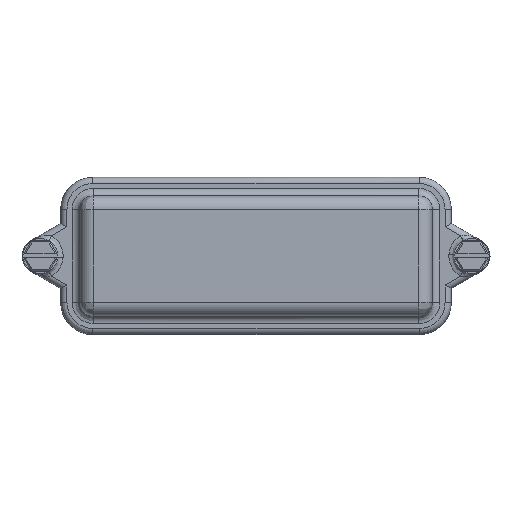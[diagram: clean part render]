
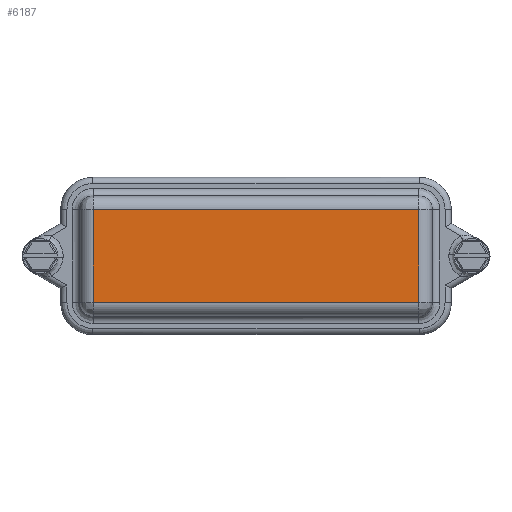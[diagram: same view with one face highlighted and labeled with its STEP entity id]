
A CAD part, top view. The second image highlights one B-rep face of the part: STEP entity #6187.
In plain terms, the highlighted planar face has unit normal (0, 0, 1).
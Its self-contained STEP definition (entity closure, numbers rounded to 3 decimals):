
#4648 = FACE_OUTER_BOUND ( 'NONE', #5361, .T. ) ;
#4664 = AXIS2_PLACEMENT_3D ( 'NONE', #8564, #8565, #8566 ) ;
#4689 = VECTOR ( 'NONE', #8645, 1000. ) ;
#4690 = VECTOR ( 'NONE', #8648, 1000. ) ;
#4691 = VECTOR ( 'NONE', #8651, 1000. ) ;
#4693 = VECTOR ( 'NONE', #8654, 1000. ) ;
#5361 = EDGE_LOOP ( 'NONE', ( #6027, #6028, #6021, #6030 ) ) ;
#5492 = VERTEX_POINT ( 'NONE', #7591 ) ;
#5495 = VERTEX_POINT ( 'NONE', #7594 ) ;
#5502 = VERTEX_POINT ( 'NONE', #7601 ) ;
#5503 = VERTEX_POINT ( 'NONE', #7602 ) ;
#6021 = ORIENTED_EDGE ( 'NONE', *, *, #6210, .F. ) ;
#6027 = ORIENTED_EDGE ( 'NONE', *, *, #6209, .F. ) ;
#6028 = ORIENTED_EDGE ( 'NONE', *, *, #6208, .F. ) ;
#6030 = ORIENTED_EDGE ( 'NONE', *, *, #6211, .F. ) ;
#6187 = ADVANCED_FACE ( 'NONE', ( #4648 ), #8563, .T. ) ;
#6208 = EDGE_CURVE ( 'NONE', #5503, #5502, #8643, .T. ) ;
#6209 = EDGE_CURVE ( 'NONE', #5502, #5492, #8646, .T. ) ;
#6210 = EDGE_CURVE ( 'NONE', #5495, #5503, #8649, .T. ) ;
#6211 = EDGE_CURVE ( 'NONE', #5492, #5495, #8652, .T. ) ;
#7591 = CARTESIAN_POINT ( 'NONE',  ( 53.569, 15.269, 15. ) ) ;
#7594 = CARTESIAN_POINT ( 'NONE',  ( 53.569, -15.269, 15. ) ) ;
#7601 = CARTESIAN_POINT ( 'NONE',  ( -53.569, 15.269, 15. ) ) ;
#7602 = CARTESIAN_POINT ( 'NONE',  ( -53.569, -15.269, 15. ) ) ;
#8563 = PLANE ( 'NONE',  #4664 ) ;
#8564 = CARTESIAN_POINT ( 'NONE',  ( 0., 0., 15. ) ) ;
#8565 = DIRECTION ( 'NONE',  ( 0., 0., 1. ) ) ;
#8566 = DIRECTION ( 'NONE',  ( 1., 0., 0. ) ) ;
#8643 = LINE ( 'NONE', #8644, #4689 ) ;
#8644 = CARTESIAN_POINT ( 'NONE',  ( -53.569, 15.551, 15. ) ) ;
#8645 = DIRECTION ( 'NONE',  ( 0., 1., 0. ) ) ;
#8646 = LINE ( 'NONE', #8647, #4690 ) ;
#8647 = CARTESIAN_POINT ( 'NONE',  ( 53.851, 15.269, 15. ) ) ;
#8648 = DIRECTION ( 'NONE',  ( 1., 0., 0. ) ) ;
#8649 = LINE ( 'NONE', #8650, #4691 ) ;
#8650 = CARTESIAN_POINT ( 'NONE',  ( -53.851, -15.269, 15. ) ) ;
#8651 = DIRECTION ( 'NONE',  ( -1., 0., 0. ) ) ;
#8652 = LINE ( 'NONE', #8653, #4693 ) ;
#8653 = CARTESIAN_POINT ( 'NONE',  ( 53.569, -15.551, 15. ) ) ;
#8654 = DIRECTION ( 'NONE',  ( 0., -1., 0. ) ) ;
